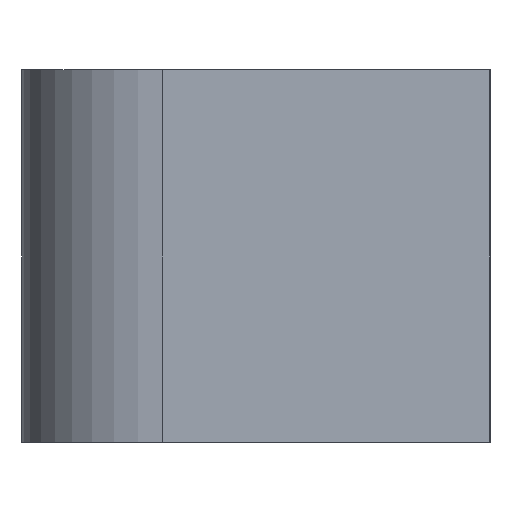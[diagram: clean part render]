
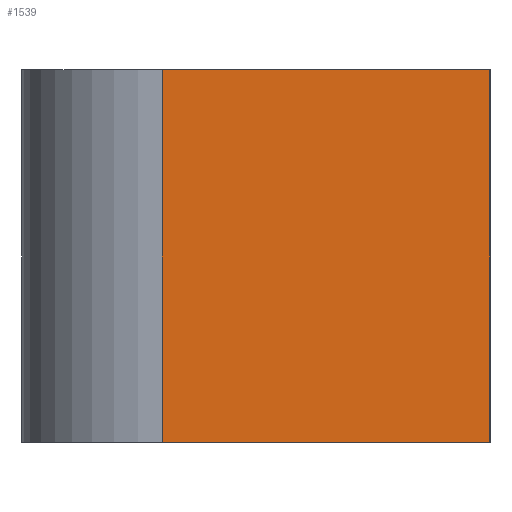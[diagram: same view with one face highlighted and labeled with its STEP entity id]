
A CAD part, left-side view. The second image highlights one B-rep face of the part: STEP entity #1539.
In plain terms, the highlighted planar face has unit normal (-1, 0, 0).
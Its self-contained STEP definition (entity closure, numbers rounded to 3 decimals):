
#66 = CARTESIAN_POINT ( 'NONE',  ( -35., 0., -10. ) ) ;
#106 = ORIENTED_EDGE ( 'NONE', *, *, #1202, .F. ) ;
#112 = EDGE_CURVE ( 'NONE', #1448, #919, #1308, .T. ) ;
#216 = CARTESIAN_POINT ( 'NONE',  ( -35., 0., 9.9 ) ) ;
#221 = VECTOR ( 'NONE', #1501, 1000. ) ;
#263 = DIRECTION ( 'NONE',  ( 0., 0., 1. ) ) ;
#297 = ORIENTED_EDGE ( 'NONE', *, *, #1005, .T. ) ;
#333 = CARTESIAN_POINT ( 'NONE',  ( -35., 25., 9.9 ) ) ;
#413 = LINE ( 'NONE', #1459, #1687 ) ;
#419 = CARTESIAN_POINT ( 'NONE',  ( -35., 25., -10. ) ) ;
#560 = PLANE ( 'NONE',  #683 ) ;
#579 = EDGE_LOOP ( 'NONE', ( #106, #1607, #297, #696 ) ) ;
#620 = VERTEX_POINT ( 'NONE', #216 ) ;
#652 = VECTOR ( 'NONE', #1617, 1000. ) ;
#683 = AXIS2_PLACEMENT_3D ( 'NONE', #1140, #1588, #263 ) ;
#696 = ORIENTED_EDGE ( 'NONE', *, *, #1835, .F. ) ;
#769 = VERTEX_POINT ( 'NONE', #66 ) ;
#919 = VERTEX_POINT ( 'NONE', #1136 ) ;
#1003 = DIRECTION ( 'NONE',  ( 0., 0., -1. ) ) ;
#1005 = EDGE_CURVE ( 'NONE', #919, #769, #1440, .T. ) ;
#1136 = CARTESIAN_POINT ( 'NONE',  ( -35., 17.5, -10. ) ) ;
#1140 = CARTESIAN_POINT ( 'NONE',  ( -35., 25., 0. ) ) ;
#1186 = LINE ( 'NONE', #333, #1230 ) ;
#1191 = CARTESIAN_POINT ( 'NONE',  ( -35., 17.5, 0. ) ) ;
#1202 = EDGE_CURVE ( 'NONE', #1448, #620, #1186, .T. ) ;
#1230 = VECTOR ( 'NONE', #1332, 1000. ) ;
#1293 = CARTESIAN_POINT ( 'NONE',  ( -35., 17.5, 9.9 ) ) ;
#1308 = LINE ( 'NONE', #1191, #221 ) ;
#1332 = DIRECTION ( 'NONE',  ( 0., -1., 0. ) ) ;
#1440 = LINE ( 'NONE', #419, #652 ) ;
#1448 = VERTEX_POINT ( 'NONE', #1293 ) ;
#1459 = CARTESIAN_POINT ( 'NONE',  ( -35., 0., 0. ) ) ;
#1501 = DIRECTION ( 'NONE',  ( 0., 0., -1. ) ) ;
#1539 = ADVANCED_FACE ( 'NONE', ( #1865 ), #560, .T. ) ;
#1588 = DIRECTION ( 'NONE',  ( -1., 0., 0. ) ) ;
#1607 = ORIENTED_EDGE ( 'NONE', *, *, #112, .T. ) ;
#1617 = DIRECTION ( 'NONE',  ( 0., -1., 0. ) ) ;
#1687 = VECTOR ( 'NONE', #1003, 1000. ) ;
#1835 = EDGE_CURVE ( 'NONE', #620, #769, #413, .T. ) ;
#1865 = FACE_OUTER_BOUND ( 'NONE', #579, .T. ) ;
